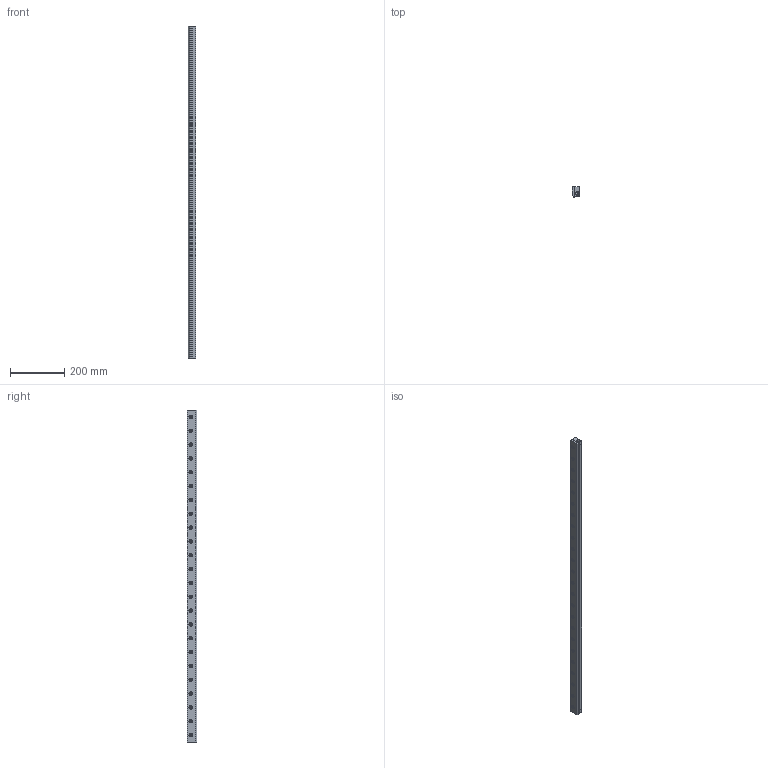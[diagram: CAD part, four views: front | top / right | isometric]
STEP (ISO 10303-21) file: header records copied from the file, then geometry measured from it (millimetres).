
FILE_DESCRIPTION((''),'2;1');
FILE_NAME('110048SS.stp','2010-07-22T12:22:08',('Dan Preston'),(''),'Autodesk Inventor 2010','Autodesk Inventor 2010','');
FILE_SCHEMA(('AUTOMOTIVE_DESIGN { 1 0 10303 214 1 1 1 1 }'));
Length unit declared in the file: inch
Products named in the file (5): 110048SS; 110567SS; 110568SS; 9950; Unbrako UNC Hex Socket Button Cap - Inch 1/4 x 5/8
Assembly tree (27 placements, depth 3):
  110048SS
    110567SS
    110568SS
    9950  x24
      Unbrako UNC Hex Socket Button Cap - Inch 1/4 x 5/8
Bounding box: 26.21 x 36.51 x 1219.2 mm (x, y, z)
Volume: 1074315.6 mm3; surface area: 263706.8 mm2
Topology: 26 solids, 26 shells, 513 faces, 1128 edges, 720 vertices
Faces by surface type: plane 231, bspline 138, cone 72, cylinder 48, torus 24
Full cylindrical faces by diameter (mm): 6.35 x24, 11.1 x24
Entity records: 5717 total; most frequent: CARTESIAN_POINT 2265, DIRECTION 607, ORIENTED_EDGE 494, EDGE_LOOP 415, AXIS2_PLACEMENT_3D 281, EDGE_CURVE 247, FACE_BOUND 247, VERTEX_POINT 230
